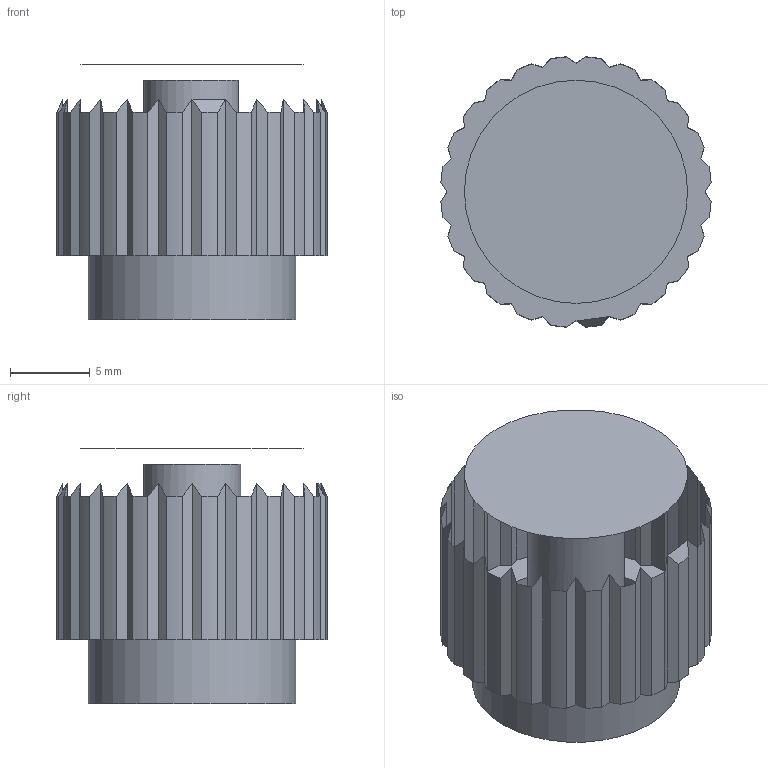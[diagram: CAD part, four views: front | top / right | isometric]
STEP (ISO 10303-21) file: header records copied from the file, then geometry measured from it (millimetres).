
FILE_DESCRIPTION(/* description */ (''),/* implementation_level */ '2;1');
FILE_NAME(/* name */ 'knob_right.step',/* time_stamp */ '2022-08-17T10:42:12+02:00',/* author */ (''),/* organization */ (''),/* preprocessor_version */ 'ST-DEVELOPER v19',/* originating_system */ 'Autodesk Translation Framework v11.7.0.108',/* authorisation */ '');
FILE_SCHEMA (('AUTOMOTIVE_DESIGN { 1 0 10303 214 3 1 1 }'));
Length unit declared in the file: millimetre
Products named in the file (1): knob_right
Bounding box: 16.96 x 16.96 x 16 mm (x, y, z)
Volume: 2549 mm3; surface area: 1545.4 mm2
Topology: 1 solids, 1 shells, 83 faces, 233 edges, 155 vertices
Faces by surface type: plane 55, cylinder 27, cone 1
Full cylindrical faces by diameter (mm): 6.1 x1, 10 x1, 13 x1
Entity records: 2661 total; most frequent: CARTESIAN_POINT 568, ORIENTED_EDGE 466, DIRECTION 410, EDGE_CURVE 233, VERTEX_POINT 155, AXIS2_PLACEMENT_3D 141, LINE 128, VECTOR 128
